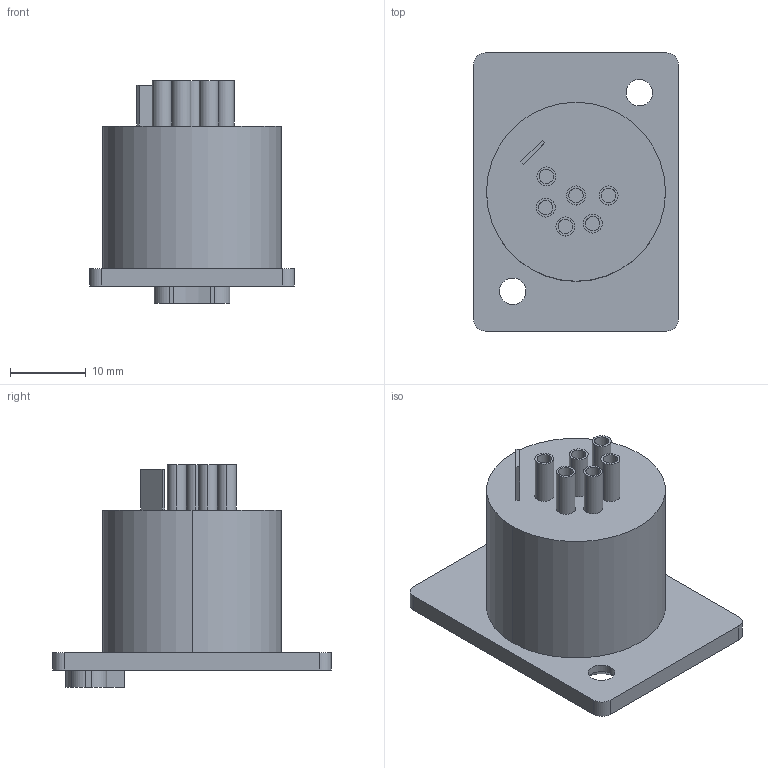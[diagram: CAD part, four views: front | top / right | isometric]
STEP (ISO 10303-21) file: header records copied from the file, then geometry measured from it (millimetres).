
FILE_DESCRIPTION((''),'2;1');
FILE_NAME('D-NC6FP-1','2015-04-22T',('odo'),(''),'PRO/ENGINEER BY PARAMETRIC TECHNOLOGY CORPORATION, 2011310','PRO/ENGINEER BY PARAMETRIC TECHNOLOGY CORPORATION, 2011310','');
FILE_SCHEMA(('AUTOMOTIVE_DESIGN_CC2 { 1 2 10303 214 -1 1 5 2 }'));
Length unit declared in the file: millimetre
Products named in the file (1): D-NC6FP-1
Bounding box: 27 x 36.7 x 29.4 mm (x, y, z)
Volume: 9226.3 mm3; surface area: 6076.1 mm2
Topology: 1 solids, 1 shells, 98 faces, 218 edges, 144 vertices
Faces by surface type: cylinder 55, plane 39, cone 4
Entity records: 3660 total; most frequent: DIRECTION 530, CARTESIAN_POINT 460, ORIENTED_EDGE 436, PRESENTATION_STYLE_ASSIGNMENT 219, STYLED_ITEM 219, CURVE_STYLE 218, EDGE_CURVE 218, AXIS2_PLACEMENT_3D 214
